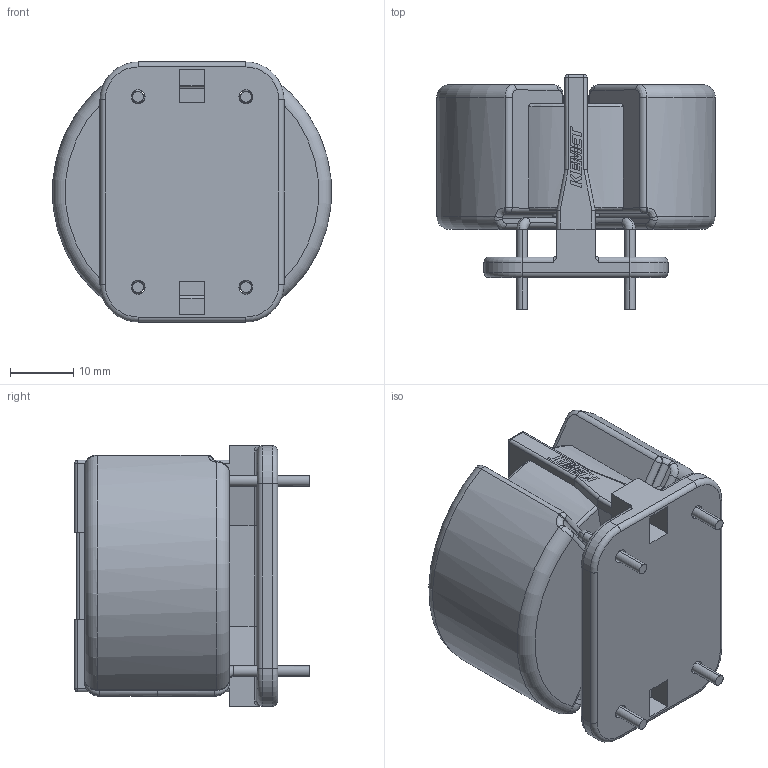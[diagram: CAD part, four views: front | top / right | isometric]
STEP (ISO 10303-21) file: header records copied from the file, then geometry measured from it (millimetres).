
FILE_DESCRIPTION (( 'STEP AP214' ), '1' );
FILE_NAME ('SC-15-10JH.STEP', '2019-01-30T01:44:32', ( '' ), ( '' ), 'SwSTEP 2.0', 'SolidWorks 2018', '' );
FILE_SCHEMA (( 'AUTOMOTIVE_DESIGN' ));
Length unit declared in the file: millimetre
Products named in the file (1): SC-15-10JH
Bounding box: 43.96 x 37 x 41 mm (x, y, z)
Volume: 30526.3 mm3; surface area: 14352.5 mm2
Topology: 1 solids, 3 shells, 518 faces, 1419 edges, 884 vertices
Faces by surface type: plane 240, cylinder 164, torus 68, bspline 26, sphere 12, cone 8
Entity records: 23139 total; most frequent: CARTESIAN_POINT 4426, ORIENTED_EDGE 2822, DIRECTION 2653, EDGE_CURVE 1411, AXIS2_PLACEMENT_3D 921, VERTEX_POINT 884, VECTOR 811, LINE 811
